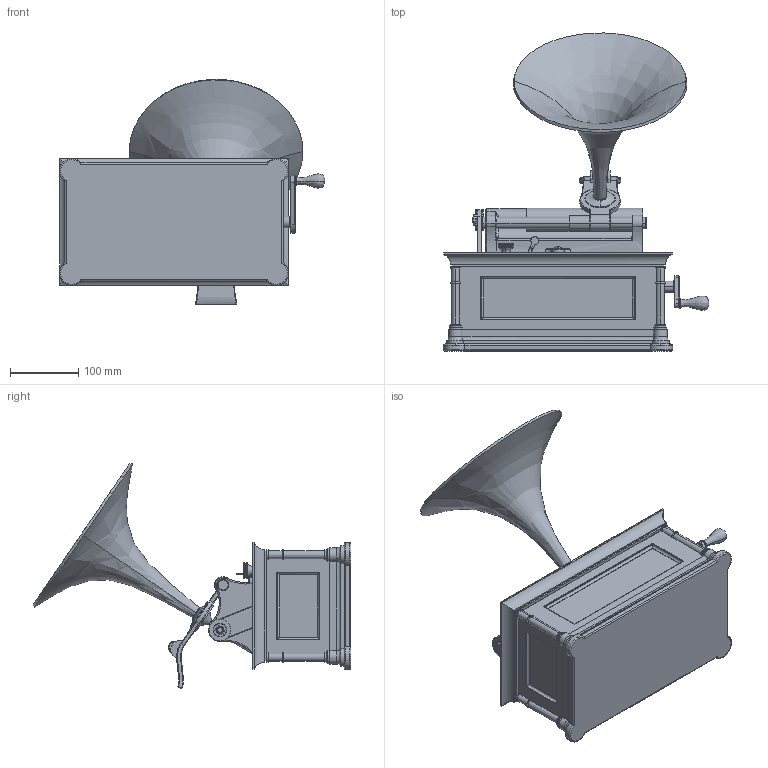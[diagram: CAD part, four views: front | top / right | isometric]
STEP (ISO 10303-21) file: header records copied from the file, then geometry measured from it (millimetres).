
FILE_DESCRIPTION (( 'STEP AP214' ), '1' );
FILE_NAME ('step.STEP', '2014-06-11T00:12:20', ( '' ), ( '' ), 'SwSTEP 2.0', 'SolidWorks 2014', '' );
FILE_SCHEMA (( 'AUTOMOTIVE_DESIGN' ));
Length unit declared in the file: millimetre
Products named in the file (1): step
Bounding box: 389.04 x 465.76 x 329.97 mm (x, y, z)
Volume: 7332069.2 mm3; surface area: 666082.4 mm2
Topology: 13 solids, 13 shells, 1112 faces, 2947 edges, 1878 vertices
Faces by surface type: plane 543, cylinder 367, torus 129, bspline 60, cone 10, sphere 3
Entity records: 43976 total; most frequent: CARTESIAN_POINT 16670, ORIENTED_EDGE 5872, DIRECTION 5470, EDGE_CURVE 2936, AXIS2_PLACEMENT_3D 1935, VERTEX_POINT 1877, LINE 1600, VECTOR 1600
